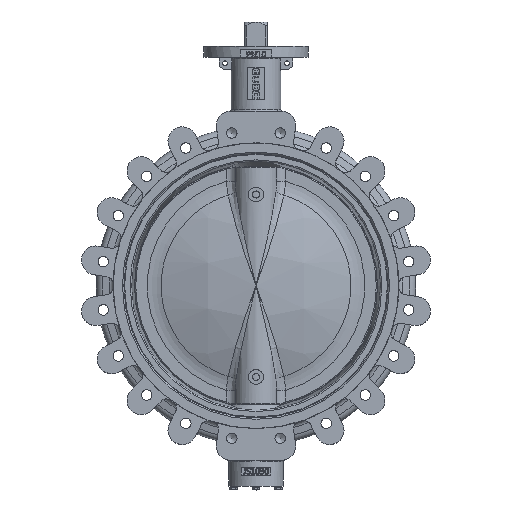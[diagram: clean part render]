
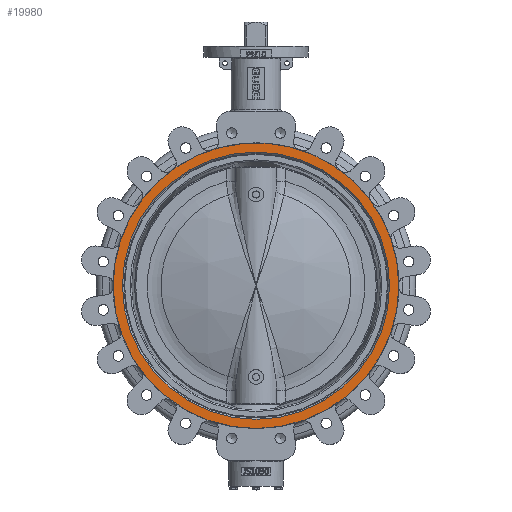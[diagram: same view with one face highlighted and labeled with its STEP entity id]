
A CAD part, top view. The second image highlights one B-rep face of the part: STEP entity #19980.
In plain terms, the highlighted planar face has unit normal (0, 0, 1).
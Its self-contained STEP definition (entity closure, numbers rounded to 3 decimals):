
#889=FACE_BOUND('',#2739,.T.);
#1495=FACE_OUTER_BOUND('',#2738,.T.);
#2738=EDGE_LOOP('',(#14916));
#2739=EDGE_LOOP('',(#14917));
#7210=CIRCLE('',#21688,286.5);
#7211=CIRCLE('',#21690,268.);
#8705=VERTEX_POINT('',#42712);
#8706=VERTEX_POINT('',#42715);
#11052=EDGE_CURVE('',#8705,#8705,#7210,.T.);
#11053=EDGE_CURVE('',#8706,#8706,#7211,.F.);
#14916=ORIENTED_EDGE('',*,*,#11052,.T.);
#14917=ORIENTED_EDGE('',*,*,#11053,.T.);
#18062=PLANE('',#21689);
#19980=ADVANCED_FACE('',(#1495,#889),#18062,.T.);
#21688=AXIS2_PLACEMENT_3D('',#42713,#25031,#25032);
#21689=AXIS2_PLACEMENT_3D('',#42714,#25033,#25034);
#21690=AXIS2_PLACEMENT_3D('',#42716,#25035,#25036);
#25031=DIRECTION('center_axis',(0.,0.,1.));
#25032=DIRECTION('ref_axis',(1.,0.,0.));
#25033=DIRECTION('center_axis',(0.,0.,1.));
#25034=DIRECTION('ref_axis',(1.,0.,0.));
#25035=DIRECTION('center_axis',(0.,0.,1.));
#25036=DIRECTION('ref_axis',(1.,0.,0.));
#42712=CARTESIAN_POINT('',(286.5,0.,63.5));
#42713=CARTESIAN_POINT('Origin',(0.,0.,63.5));
#42714=CARTESIAN_POINT('Origin',(0.,0.,63.5));
#42715=CARTESIAN_POINT('',(268.,0.,63.5));
#42716=CARTESIAN_POINT('Origin',(0.,0.,63.5));
